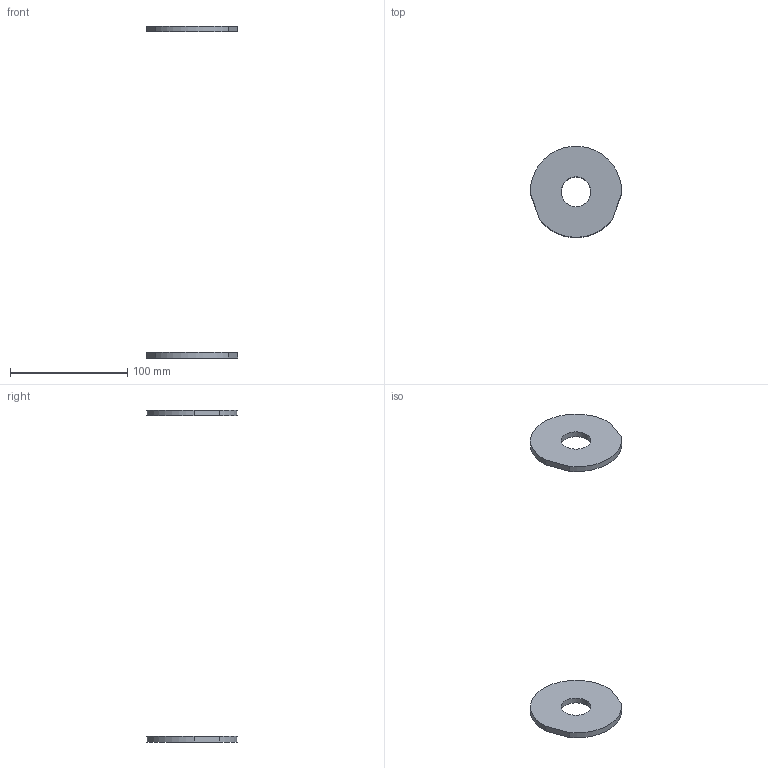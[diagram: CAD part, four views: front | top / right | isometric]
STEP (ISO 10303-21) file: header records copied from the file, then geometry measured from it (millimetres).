
FILE_DESCRIPTION( ( '' ), ' ' );
FILE_NAME( '5dd69c2b019fa410b116c68e.step', '2019-11-21T14:16:11', ( '' ), ( '' ), ' ', ' ', ' ' );
FILE_SCHEMA( ( 'AUTOMOTIVE_DESIGN { 1 0 10303 214 1 1 1 1 }' ) );
Length unit declared in the file: metre
Products named in the file (2): Part 121; Part 128
Bounding box: 77.7 x 77.5 x 283.21 mm (x, y, z)
Volume: 42579.3 mm3; surface area: 20049.8 mm2
Topology: 2 solids, 2 shells, 14 faces, 30 edges, 20 vertices
Faces by surface type: plane 8, cylinder 6
Full cylindrical faces by diameter (mm): 25.4 x2
Entity records: 522 total; most frequent: DIRECTION 72, CARTESIAN_POINT 64, ORIENTED_EDGE 56, AXIS2_PLACEMENT_3D 28, EDGE_CURVE 28, EDGE_LOOP 20, VERTEX_POINT 20, FACE_OUTER_BOUND 16
